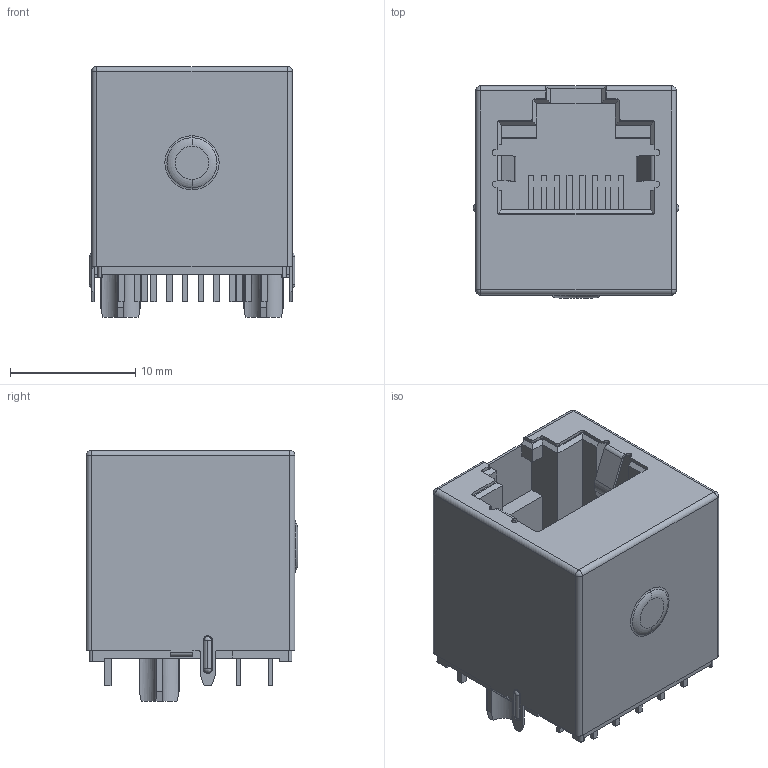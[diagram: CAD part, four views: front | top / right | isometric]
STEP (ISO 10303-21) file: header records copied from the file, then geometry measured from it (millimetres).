
FILE_DESCRIPTION((''),'2;1');
FILE_NAME('C-5-2337993-2','2018-11-27T01:46:38',('workeradm'),('TE Connectivity Ltd.'),'CREO PARAMETRIC BY PTC INC, 2018190','CREO PARAMETRIC BY PTC INC, 2018190','');
FILE_SCHEMA(('AUTOMOTIVE_DESIGN { 1 0 10303 214 1 1 1 1 }'));
Length unit declared in the file: millimetre
Products named in the file (1): C-5-2337993-2
Bounding box: 16.45 x 16.95 x 20.07 mm (x, y, z)
Volume: 3449.6 mm3; surface area: 2351 mm2
Topology: 1 solids, 1 shells, 350 faces, 948 edges, 616 vertices
Faces by surface type: plane 270, cylinder 64, torus 6, bspline 6, sphere 4
Entity records: 11464 total; most frequent: CARTESIAN_POINT 2520, ORIENTED_EDGE 1892, DIRECTION 1758, EDGE_CURVE 946, VECTOR 774, LINE 774, VERTEX_POINT 616, AXIS2_PLACEMENT_3D 492
